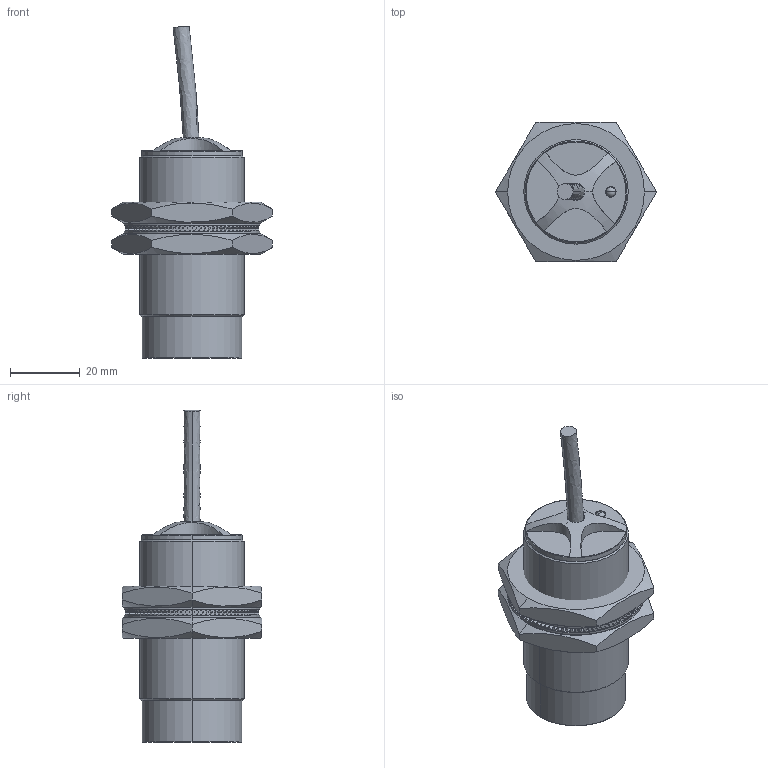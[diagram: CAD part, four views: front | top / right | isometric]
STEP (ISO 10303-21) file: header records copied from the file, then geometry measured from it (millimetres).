
FILE_DESCRIPTION (( 'STEP AP214' ), '1' );
FILE_NAME ('M30-标准非埋入.STEP', '2015-09-23T07:50:18', ( '' ), ( '' ), 'SwSTEP 2.0', 'SolidWorks 2013', '' );
FILE_SCHEMA (( 'AUTOMOTIVE_DESIGN' ));
Length unit declared in the file: millimetre
Products named in the file (1): M30-标准非埋入
Bounding box: 46.19 x 40 x 95.32 mm (x, y, z)
Volume: 52628.5 mm3; surface area: 14125.7 mm2
Topology: 3 solids, 3 shells, 1166 faces, 2885 edges, 1914 vertices
Faces by surface type: plane 1110, cylinder 24, cone 20, bspline 6, sphere 4, torus 2
Entity records: 47093 total; most frequent: CARTESIAN_POINT 6581, ORIENTED_EDGE 5770, DIRECTION 5254, EDGE_CURVE 2885, LINE 2756, VECTOR 2756, VERTEX_POINT 1914, EDGE_LOOP 1361
